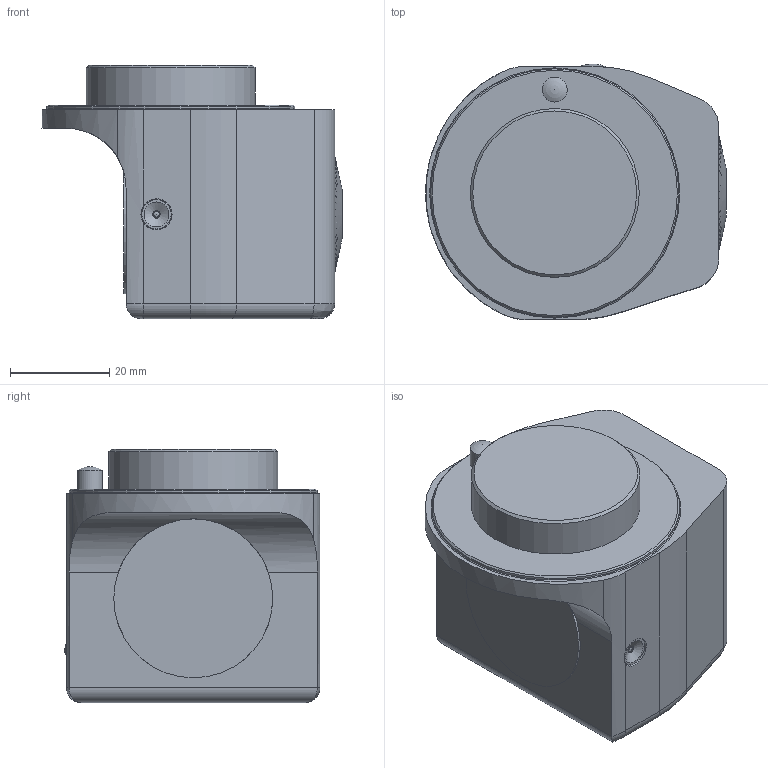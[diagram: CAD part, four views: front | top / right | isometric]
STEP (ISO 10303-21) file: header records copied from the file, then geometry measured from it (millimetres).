
FILE_DESCRIPTION(/* description */ (''),/* implementation_level */ '2;1');
FILE_NAME(/* name */ '1699623284981.stp',/* time_stamp */ '2023-11-10T14:34:53+01:00',/* author */ (''),/* organization */ ('SMS'),/* preprocessor_version */ 'ST-DEVELOPER v16.7',/* originating_system */ 'SIEMENS PLM Software NX 12.0',/* authorisation */ '');
FILE_SCHEMA (('AUTOMOTIVE_DESIGN { 1 0 10303 214 3 1 1 1 }'));
Length unit declared in the file: millimetre
Products named in the file (1): 111165461mod000_01
Bounding box: 60.56 x 51.51 x 51 mm (x, y, z)
Volume: 28778 mm3; surface area: 22382.6 mm2
Topology: 3 solids, 4 shells, 304 faces, 851 edges, 563 vertices
Faces by surface type: plane 248, cylinder 35, cone 11, torus 5, sphere 3, bspline 2
Full cylindrical faces by diameter (mm): 1.5 x1, 4.7 x1, 5 x2, 6 x1, 6.25 x1, 9.5 x2, 10 x2, 10.2 x1, 32 x2, 34 x1, 50 x1
Entity records: 9705 total; most frequent: CARTESIAN_POINT 2282, ORIENTED_EDGE 1602, DIRECTION 1379, EDGE_CURVE 801, VERTEX_POINT 541, LINE 489, VECTOR 489, AXIS2_PLACEMENT_3D 445
